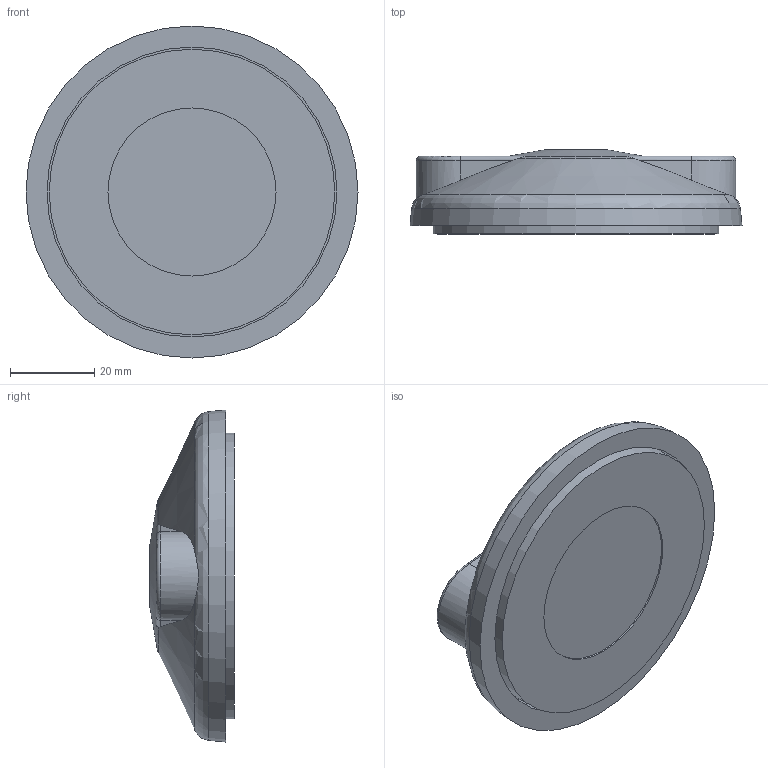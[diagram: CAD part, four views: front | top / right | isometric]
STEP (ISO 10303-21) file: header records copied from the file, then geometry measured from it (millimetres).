
FILE_DESCRIPTION(/* description */ ('STEP AP214'),/* implementation_level */ '2;1');
FILE_NAME(/* name */ '098D080KBZG',/* time_stamp */ '2022-07-14T16:35:56+02:00',/* author */ ('License CC BY-ND 4.0'),/* organization */ ('CADENAS'),/* preprocessor_version */ 'ST-DEVELOPER v18.102',/* originating_system */ 'PARTsolutions',/* authorisation */ ' ');
FILE_SCHEMA (('AUTOMOTIVE_DESIGN {1 0 10303 214 3 1 1}'));
Length unit declared in the file: millimetre
Products named in the file (1): 098D080KBZG
Bounding box: 79 x 20.01 x 79 mm (x, y, z)
Volume: 66105.3 mm3; surface area: 15795.3 mm2
Topology: 1 solids, 2 shells, 37 faces, 84 edges, 54 vertices
Faces by surface type: plane 13, cylinder 11, cone 7, torus 5, sphere 1
Full cylindrical faces by diameter (mm): 14.8 x1, 15.5 x1, 40 x1, 68 x1, 69 x1
Entity records: 1244 total; most frequent: CARTESIAN_POINT 267, DIRECTION 140, ORIENTED_EDGE 130, EDGE_CURVE 65, AXIS2_PLACEMENT_3D 64, EDGE_LOOP 50, FACE_BOUND 50, VERTEX_POINT 47
